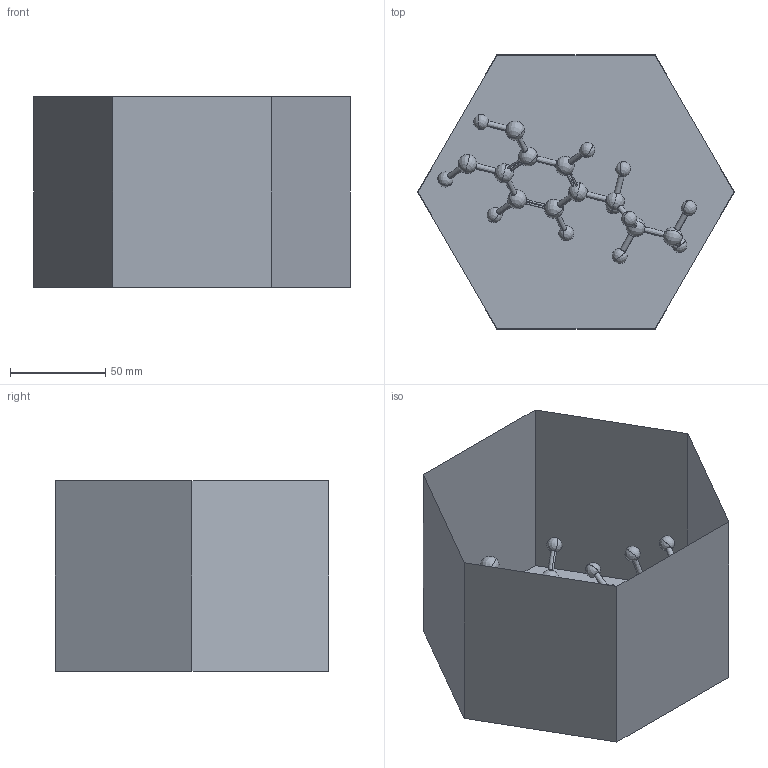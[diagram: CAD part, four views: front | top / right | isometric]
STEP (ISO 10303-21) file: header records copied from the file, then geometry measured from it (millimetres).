
FILE_DESCRIPTION(/* description */ (''),/* implementation_level */ '2;1');
FILE_NAME(/* name */ 'Dopamine Molecule - Mirror Setup',/* time_stamp */ '2013-12-18T18:20:12+00:00',/* author */ (''),/* organization */ (''),/* preprocessor_version */ 'ST-DEVELOPER v10',/* originating_system */ '',/* authorisation */ '');
FILE_SCHEMA (('AUTOMOTIVE_DESIGN_CC2'));
Length unit declared in the file: millimetre
Products named in the file (1): 1
Bounding box: 166 x 143.76 x 100 mm (x, y, z)
Volume: 10090.7 mm3; surface area: 75666.8 mm2
Topology: 47 solids, 48 shells, 151 faces, 300 edges, 156 vertices
Faces by surface type: bspline 151
Entity records: 5702 total; most frequent: CARTESIAN_POINT 3903, ORIENTED_EDGE 418, EDGE_CURVE 212, VERTEX_POINT 156, ADVANCED_FACE 151, FACE_OUTER_BOUND 151, EDGE_LOOP 151, COLOUR_RGB 48
